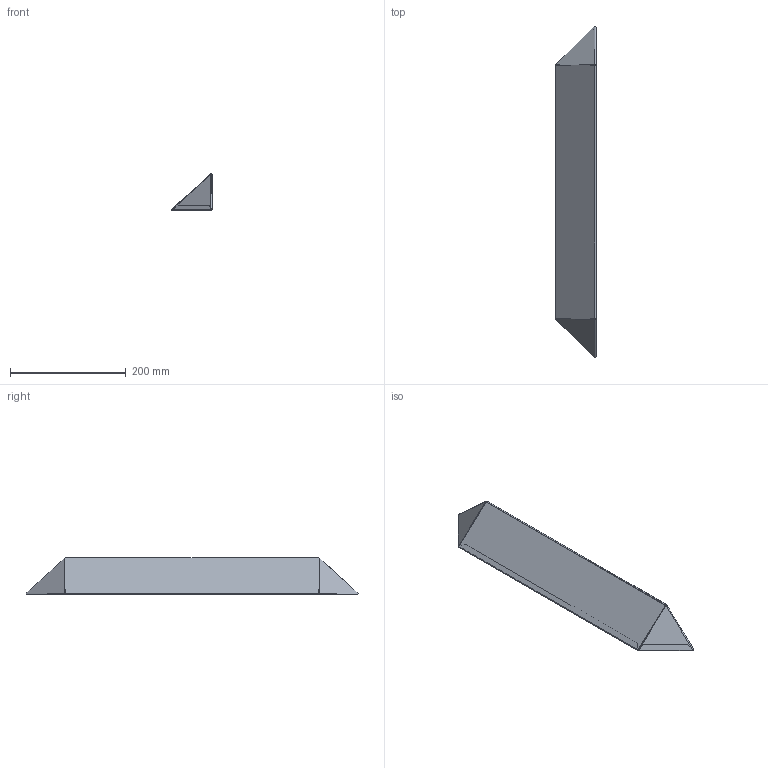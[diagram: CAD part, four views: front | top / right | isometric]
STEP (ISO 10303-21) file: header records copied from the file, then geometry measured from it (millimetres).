
FILE_DESCRIPTION (( 'STEP AP203' ), '1' );
FILE_NAME ('MMP.01.00.00.002 Cover flange.STEP', '2023-02-14T08:43:29', ( '' ), ( '' ), 'SwSTEP 2.0', 'SolidWorks 2017', '' );
FILE_SCHEMA (( 'CONFIG_CONTROL_DESIGN' ));
Length unit declared in the file: millimetre
Products named in the file (1): MMP.01.00.00.002 Cover flange
Bounding box: 70.59 x 572.74 x 62.99 mm (x, y, z)
Volume: 50921.8 mm3; surface area: 128427.5 mm2
Topology: 1 solids, 1 shells, 86 faces, 188 edges, 104 vertices
Faces by surface type: plane 52, cylinder 26, bspline 8
Entity records: 2689 total; most frequent: CARTESIAN_POINT 815, ORIENTED_EDGE 376, DIRECTION 350, EDGE_CURVE 188, VECTOR 136, LINE 136, AXIS2_PLACEMENT_3D 107, VERTEX_POINT 104
